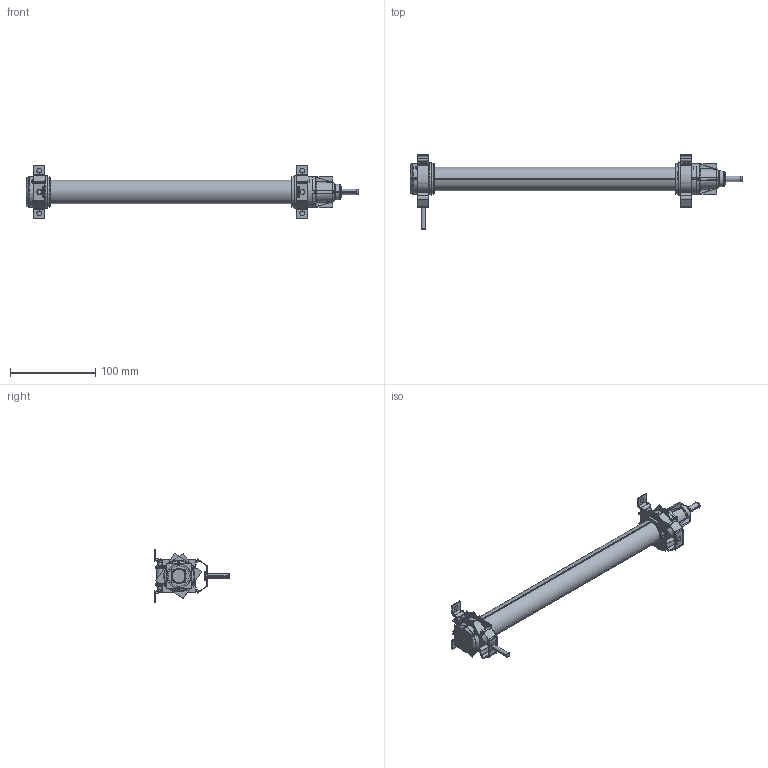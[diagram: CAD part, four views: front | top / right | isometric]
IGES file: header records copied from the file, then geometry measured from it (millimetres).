
Start section:  PTC IGES file: 204407.igs
Global section: file name: 204407.igs; native system: Creo Parametric by PTC Inc.; preprocessor: 2016260; author: pdmadmin; organization: Unknown; date: 20180820.115513; units: millimetre
Bounding box: 389.13 x 87.01 x 62.44 mm (x, y, z)
Volume: 113332.6 mm3; surface area: 633138.1 mm2
Topology: 31 solids, 35 shells, 4010 faces, 21896 edges, 28893 vertices
Faces by surface type: bspline 2632, revolution 1378
